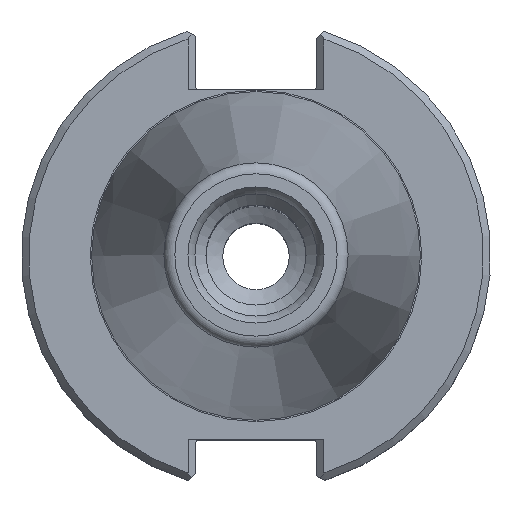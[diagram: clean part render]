
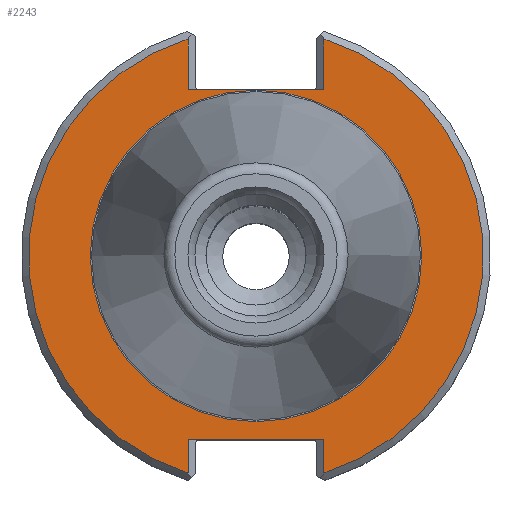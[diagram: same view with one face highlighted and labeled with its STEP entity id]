
A CAD part, top view. The second image highlights one B-rep face of the part: STEP entity #2243.
In plain terms, the highlighted planar face has unit normal (0, 0, 1).
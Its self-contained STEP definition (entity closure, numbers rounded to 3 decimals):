
#127=LINE('',#3304,#192);
#128=LINE('',#3306,#193);
#129=LINE('',#3308,#194);
#130=LINE('',#3312,#195);
#131=LINE('',#3314,#196);
#132=LINE('',#3316,#197);
#192=VECTOR('',#2623,1000.);
#193=VECTOR('',#2624,1000.);
#194=VECTOR('',#2625,1000.);
#195=VECTOR('',#2628,1000.);
#196=VECTOR('',#2629,1000.);
#197=VECTOR('',#2630,1000.);
#245=CIRCLE('',#2369,22.413);
#246=CIRCLE('',#2371,30.75);
#247=CIRCLE('',#2372,30.75);
#426=ORIENTED_EDGE('',*,*,#827,.T.);
#427=ORIENTED_EDGE('',*,*,#828,.T.);
#428=ORIENTED_EDGE('',*,*,#829,.F.);
#429=ORIENTED_EDGE('',*,*,#830,.T.);
#430=ORIENTED_EDGE('',*,*,#831,.T.);
#431=ORIENTED_EDGE('',*,*,#832,.T.);
#432=ORIENTED_EDGE('',*,*,#833,.F.);
#433=ORIENTED_EDGE('',*,*,#834,.T.);
#434=ORIENTED_EDGE('',*,*,#826,.F.);
#826=EDGE_CURVE('',#1018,#1018,#245,.T.);
#827=EDGE_CURVE('',#1019,#1020,#246,.T.);
#828=EDGE_CURVE('',#1020,#1021,#127,.T.);
#829=EDGE_CURVE('',#1022,#1021,#128,.T.);
#830=EDGE_CURVE('',#1022,#1023,#129,.T.);
#831=EDGE_CURVE('',#1023,#1024,#247,.T.);
#832=EDGE_CURVE('',#1024,#1025,#130,.T.);
#833=EDGE_CURVE('',#1026,#1025,#131,.T.);
#834=EDGE_CURVE('',#1026,#1019,#132,.T.);
#1018=VERTEX_POINT('',#3299);
#1019=VERTEX_POINT('',#3302);
#1020=VERTEX_POINT('',#3303);
#1021=VERTEX_POINT('',#3305);
#1022=VERTEX_POINT('',#3307);
#1023=VERTEX_POINT('',#3309);
#1024=VERTEX_POINT('',#3311);
#1025=VERTEX_POINT('',#3313);
#1026=VERTEX_POINT('',#3315);
#1201=EDGE_LOOP('',(#426,#427,#428,#429,#430,#431,#432,#433));
#1202=EDGE_LOOP('',(#434));
#1348=FACE_BOUND('',#1201,.T.);
#1349=FACE_BOUND('',#1202,.T.);
#1480=PLANE('',#2370);
#2243=ADVANCED_FACE('',(#1348,#1349),#1480,.T.);
#2369=AXIS2_PLACEMENT_3D('',#3298,#2617,#2618);
#2370=AXIS2_PLACEMENT_3D('',#3300,#2619,#2620);
#2371=AXIS2_PLACEMENT_3D('',#3301,#2621,#2622);
#2372=AXIS2_PLACEMENT_3D('',#3310,#2626,#2627);
#2617=DIRECTION('',(0.,0.,1.));
#2618=DIRECTION('',(1.,0.,0.));
#2619=DIRECTION('',(0.,0.,1.));
#2620=DIRECTION('',(1.,0.,0.));
#2621=DIRECTION('',(0.,0.,1.));
#2622=DIRECTION('',(1.,0.,0.));
#2623=DIRECTION('',(0.,1.,0.));
#2624=DIRECTION('',(-1.,0.,0.));
#2625=DIRECTION('',(0.,-1.,0.));
#2626=DIRECTION('',(0.,0.,1.));
#2627=DIRECTION('',(1.,0.,0.));
#2628=DIRECTION('',(0.,-1.,0.));
#2629=DIRECTION('',(1.,0.,0.));
#2630=DIRECTION('',(0.,1.,0.));
#3298=CARTESIAN_POINT('',(0.,0.,-3.17));
#3299=CARTESIAN_POINT('',(22.413,0.,-3.17));
#3300=CARTESIAN_POINT('',(22.413,0.,-3.17));
#3301=CARTESIAN_POINT('',(0.,0.,-3.17));
#3302=CARTESIAN_POINT('',(-9.19,29.345,-3.17));
#3303=CARTESIAN_POINT('',(-9.19,-29.345,-3.17));
#3304=CARTESIAN_POINT('',(-9.19,-24.87,-3.17));
#3305=CARTESIAN_POINT('',(-9.19,-24.87,-3.17));
#3306=CARTESIAN_POINT('',(8.19,-24.87,-3.17));
#3307=CARTESIAN_POINT('',(9.19,-24.87,-3.17));
#3308=CARTESIAN_POINT('',(9.19,-30.831,-3.17));
#3309=CARTESIAN_POINT('',(9.19,-29.345,-3.17));
#3310=CARTESIAN_POINT('',(0.,0.,-3.17));
#3311=CARTESIAN_POINT('',(9.19,29.345,-3.17));
#3312=CARTESIAN_POINT('',(9.19,22.46,-3.17));
#3313=CARTESIAN_POINT('',(9.19,22.46,-3.17));
#3314=CARTESIAN_POINT('',(-8.19,22.46,-3.17));
#3315=CARTESIAN_POINT('',(-9.19,22.46,-3.17));
#3316=CARTESIAN_POINT('',(-9.19,30.831,-3.17));
